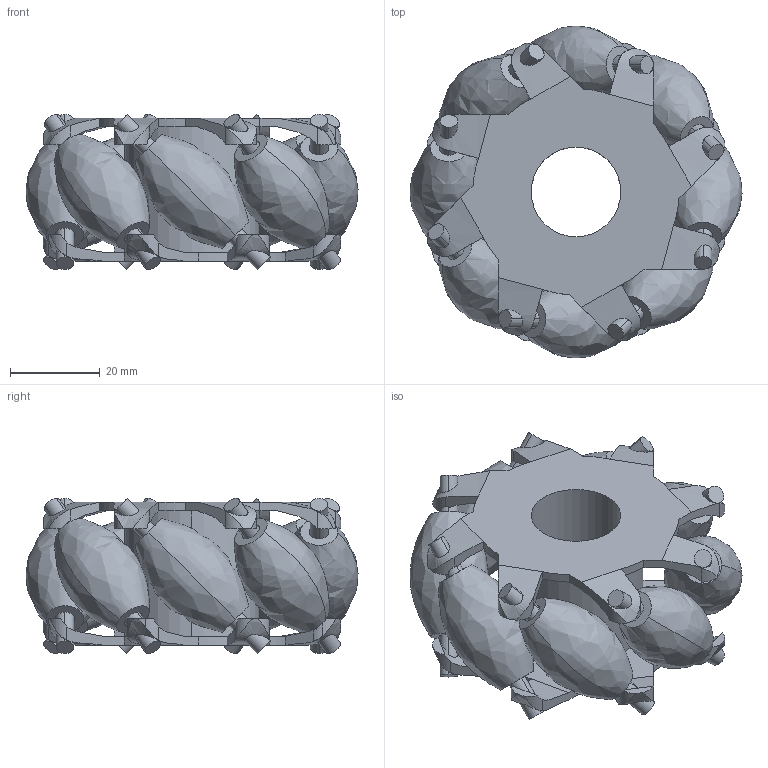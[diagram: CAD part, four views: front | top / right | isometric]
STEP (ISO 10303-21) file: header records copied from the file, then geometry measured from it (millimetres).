
FILE_DESCRIPTION (( 'STEP AP214' ), '1' );
FILE_NAME ('WHEEL_MECH.STEP', '2020-05-06T12:47:16', ( '' ), ( '' ), 'SwSTEP 2.0', 'SolidWorks 2018', '' );
FILE_SCHEMA (( 'AUTOMOTIVE_DESIGN' ));
Length unit declared in the file: millimetre
Products named in the file (4): wheel_roller; wheel_rim; WHEEL_MECH; wheel_rod
Assembly tree (17 placements, depth 2):
  WHEEL_MECH
    wheel_rim
    wheel_rod  x8
    wheel_roller  x8
Bounding box: 74.05 x 74.05 x 34.65 mm (x, y, z)
Volume: 58008.1 mm3; surface area: 33446.3 mm2
Topology: 17 solids, 17 shells, 253 faces, 667 edges, 434 vertices
Faces by surface type: cylinder 121, plane 84, bspline 48
Entity records: 8821 total; most frequent: CARTESIAN_POINT 4179, ORIENTED_EDGE 1082, DIRECTION 721, EDGE_CURVE 541, VERTEX_POINT 350, AXIS2_PLACEMENT_3D 258, B_SPLINE_CURVE_WITH_KNOTS 215, VECTOR 205
